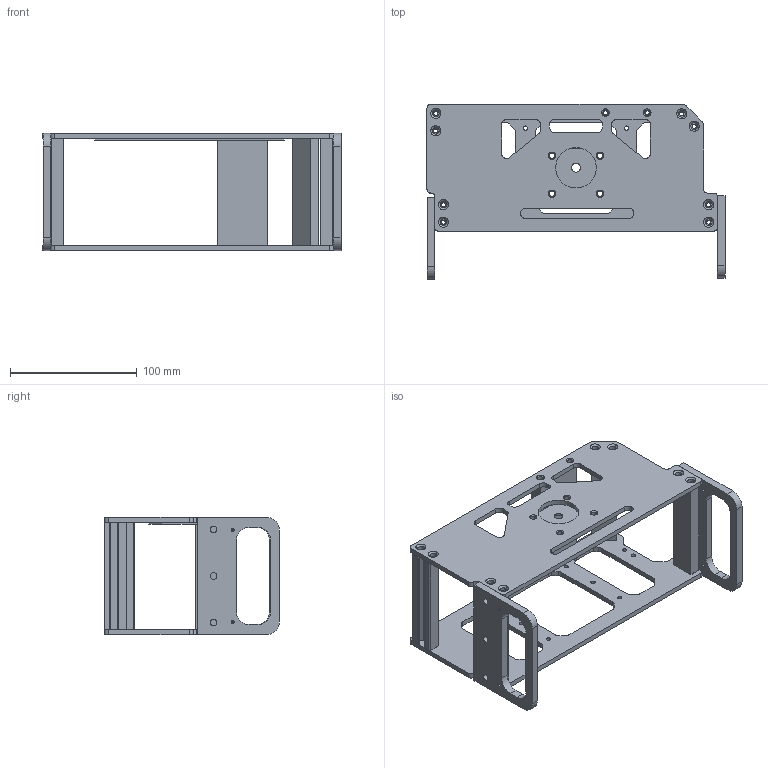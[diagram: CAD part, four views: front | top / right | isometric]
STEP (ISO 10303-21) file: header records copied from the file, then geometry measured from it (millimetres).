
FILE_DESCRIPTION (( 'STEP AP214' ), '1' );
FILE_NAME ('兔笼加工优化_自立.STEP', '2025-08-05T15:43:24', ( '' ), ( '' ), 'SwSTEP 2.0', 'SolidWorks 2021', '' );
FILE_SCHEMA (( 'AUTOMOTIVE_DESIGN' ));
Length unit declared in the file: millimetre
Products named in the file (8): ICOM_IC-705_3Ddata_ver1_0; 韁梓1040絳寢; ｵﾗｰ薹3_ﾎﾞｽﾅｼﾜﾂﾝﾎﾆｿﾗ_ｳﾁﾍｷ_ﾗﾔﾁ｢; 菜え; 階啣V3_麥芛_赻蕾; 兔笼加工优化_自立; 忒挍; 韁梓1020絳寢
Assembly tree (10 placements, depth 2):
  ICOM_IC-705_3Ddata_ver1_0
  兔笼加工优化_自立
    ｵﾗｰ薹3_ﾎﾞｽﾅｼﾜﾂﾝﾎﾆｿﾗ_ｳﾁﾍｷ_ﾗﾔﾁ｢
    階啣V3_麥芛_赻蕾
    韁梓1020絳寢  x4
    韁梓1040絳寢
    忒挍  x2
    菜え
Bounding box: 235.6 x 138.2 x 92.7 mm (x, y, z)
Volume: 244558.4 mm3; surface area: 155805.2 mm2
Topology: 10 solids, 10 shells, 442 faces, 1214 edges, 792 vertices
Faces by surface type: plane 201, cylinder 189, cone 52
Entity records: 11513 total; most frequent: DIRECTION 2002, CARTESIAN_POINT 1877, ORIENTED_EDGE 1852, EDGE_CURVE 926, AXIS2_PLACEMENT_3D 725, VERTEX_POINT 600, LINE 552, VECTOR 552
